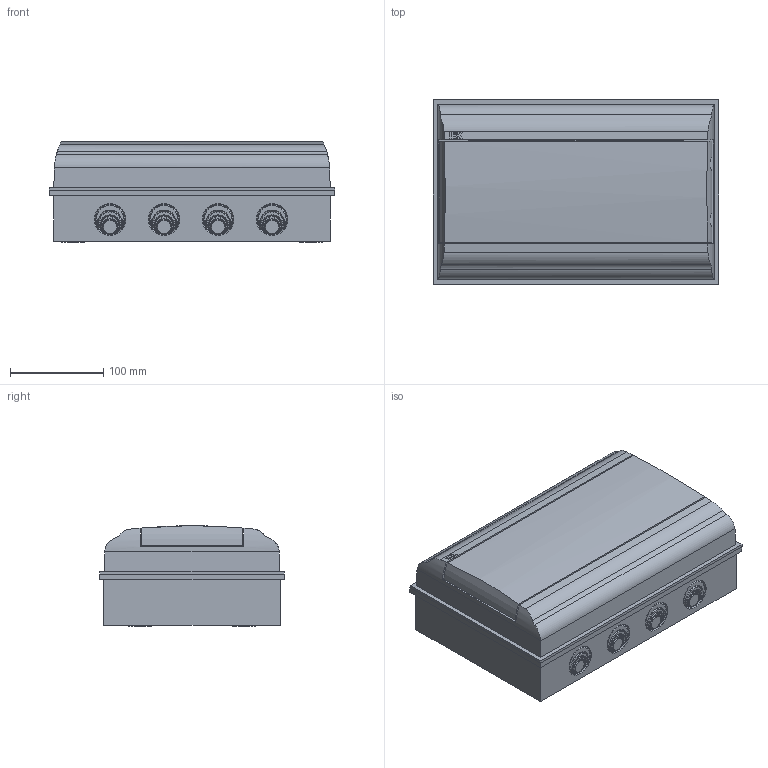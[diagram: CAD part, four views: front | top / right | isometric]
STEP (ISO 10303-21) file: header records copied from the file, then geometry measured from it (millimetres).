
FILE_DESCRIPTION (( 'STEP AP203' ), '1' );
FILE_NAME ('MKP72-N3-12-55 Êîðïóñ ïëàñòèêîâûé ÊÌÏí-12 IP55.STEP', '2016-10-24T12:39:13', ( '' ), ( '' ), 'SwSTEP 2.0', 'SolidWorks 2014', '' );
FILE_SCHEMA (( 'CONFIG_CONTROL_DESIGN' ));
Length unit declared in the file: millimetre
Products named in the file (1): MKP72-N3-12-55 Êîðïóñ ïëàñòèêîâûé ÊÌÏí-12 IP55
Bounding box: 306 x 198 x 107.87 mm (x, y, z)
Volume: 798125.7 mm3; surface area: 647615.8 mm2
Topology: 5 solids, 7 shells, 2895 faces, 7753 edges, 5136 vertices
Faces by surface type: plane 1725, bspline 686, cylinder 328, cone 156
Full cylindrical faces by diameter (mm): 3 x2, 9.1 x4, 10.042 x4, 12 x8, 15 x4, 16 x20, 16.5 x4, 18 x4, 19.5 x4, 20 x8, 21 x8, 24.5 x8, 25 x16, 28 x4, 32 x8, 34 x8
Entity records: 111072 total; most frequent: CARTESIAN_POINT 44631, ORIENTED_EDGE 15058, DIRECTION 10795, EDGE_CURVE 7529, VERTEX_POINT 5110, LINE 5011, VECTOR 5011, EDGE_LOOP 3503
